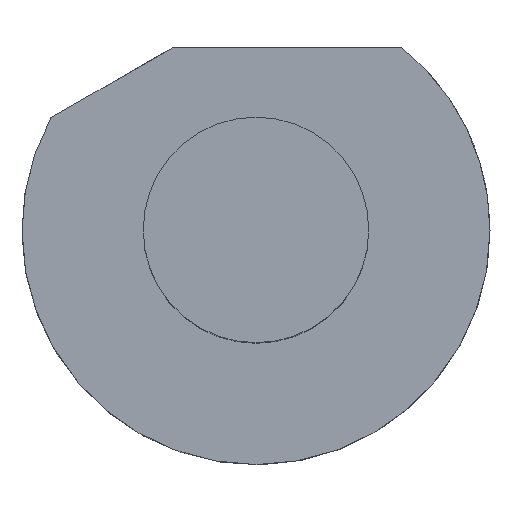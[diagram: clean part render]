
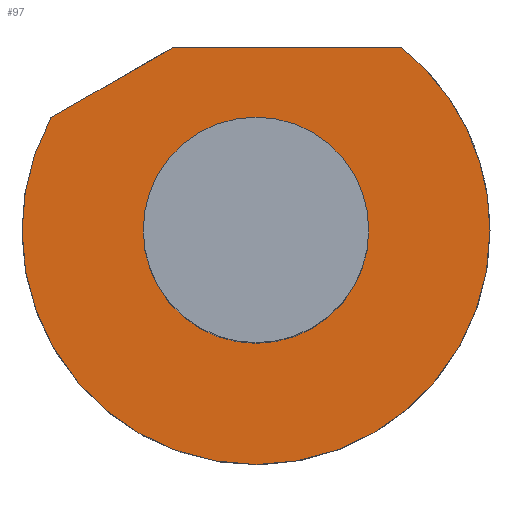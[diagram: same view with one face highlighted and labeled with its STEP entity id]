
A CAD part, top view. The second image highlights one B-rep face of the part: STEP entity #97.
In plain terms, the highlighted planar face has unit normal (0, 0, 1).
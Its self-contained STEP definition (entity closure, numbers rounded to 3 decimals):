
#55=FACE_BOUND('',#136,.T.);
#56=FACE_BOUND('',#137,.T.);
#63=LINE('',#549,#81);
#64=LINE('',#558,#82);
#81=VECTOR('',#441,1.);
#82=VECTOR('',#448,1.);
#97=ADVANCED_FACE('',(#55,#56),#113,.F.);
#113=PLANE('',#384);
#136=EDGE_LOOP('',(#167,#168,#169,#170,#171));
#137=EDGE_LOOP('',(#172,#173));
#167=ORIENTED_EDGE('',*,*,#287,.F.);
#168=ORIENTED_EDGE('',*,*,#288,.T.);
#169=ORIENTED_EDGE('',*,*,#289,.T.);
#170=ORIENTED_EDGE('',*,*,#290,.T.);
#171=ORIENTED_EDGE('',*,*,#291,.T.);
#172=ORIENTED_EDGE('',*,*,#284,.T.);
#173=ORIENTED_EDGE('',*,*,#282,.T.);
#247=VERTEX_POINT('',#537);
#249=VERTEX_POINT('',#540);
#253=VERTEX_POINT('',#550);
#254=VERTEX_POINT('',#551);
#255=VERTEX_POINT('',#553);
#256=VERTEX_POINT('',#555);
#257=VERTEX_POINT('',#557);
#282=EDGE_CURVE('',#249,#247,#327,.T.);
#284=EDGE_CURVE('',#247,#249,#328,.T.);
#287=EDGE_CURVE('',#253,#254,#63,.T.);
#288=EDGE_CURVE('',#253,#255,#329,.T.);
#289=EDGE_CURVE('',#255,#256,#330,.T.);
#290=EDGE_CURVE('',#256,#257,#331,.T.);
#291=EDGE_CURVE('',#257,#254,#64,.T.);
#327=CIRCLE('',#378,20.);
#328=CIRCLE('',#379,20.);
#329=CIRCLE('',#381,41.5);
#330=CIRCLE('',#382,41.5);
#331=CIRCLE('',#383,41.5);
#378=AXIS2_PLACEMENT_3D('',#539,#432,#433);
#379=AXIS2_PLACEMENT_3D('',#543,#435,#436);
#381=AXIS2_PLACEMENT_3D('',#552,#442,#443);
#382=AXIS2_PLACEMENT_3D('',#554,#444,#445);
#383=AXIS2_PLACEMENT_3D('',#556,#446,#447);
#384=AXIS2_PLACEMENT_3D('',#559,#449,#450);
#432=DIRECTION('',(0.,0.,-1.));
#433=DIRECTION('',(-1.,0.,0.));
#435=DIRECTION('',(0.,0.,-1.));
#436=DIRECTION('',(-1.,0.,0.));
#441=DIRECTION('',(0.866,0.5,0.));
#442=DIRECTION('',(0.,0.,1.));
#443=DIRECTION('',(-1.,0.,0.));
#444=DIRECTION('',(0.,0.,1.));
#445=DIRECTION('',(-1.,0.,0.));
#446=DIRECTION('',(0.,0.,1.));
#447=DIRECTION('',(-1.,0.,0.));
#448=DIRECTION('',(-1.,0.,0.));
#449=DIRECTION('',(0.,0.,-1.));
#450=DIRECTION('',(1.,0.,0.));
#537=CARTESIAN_POINT('',(20.,0.,0.));
#539=CARTESIAN_POINT('',(0.,0.,0.));
#540=CARTESIAN_POINT('',(-20.,0.,0.));
#543=CARTESIAN_POINT('',(0.,0.,0.));
#549=CARTESIAN_POINT('',(-14.708,32.5,0.));
#550=CARTESIAN_POINT('',(-36.365,19.997,0.));
#551=CARTESIAN_POINT('',(-14.708,32.5,0.));
#552=CARTESIAN_POINT('',(0.,0.,0.));
#553=CARTESIAN_POINT('',(-41.5,0.,0.));
#554=CARTESIAN_POINT('',(0.,0.,0.));
#555=CARTESIAN_POINT('',(41.5,0.,0.));
#556=CARTESIAN_POINT('',(0.,0.,0.));
#557=CARTESIAN_POINT('',(25.807,32.5,0.));
#558=CARTESIAN_POINT('',(25.807,32.5,0.));
#559=CARTESIAN_POINT('',(0.,40.5,0.));
